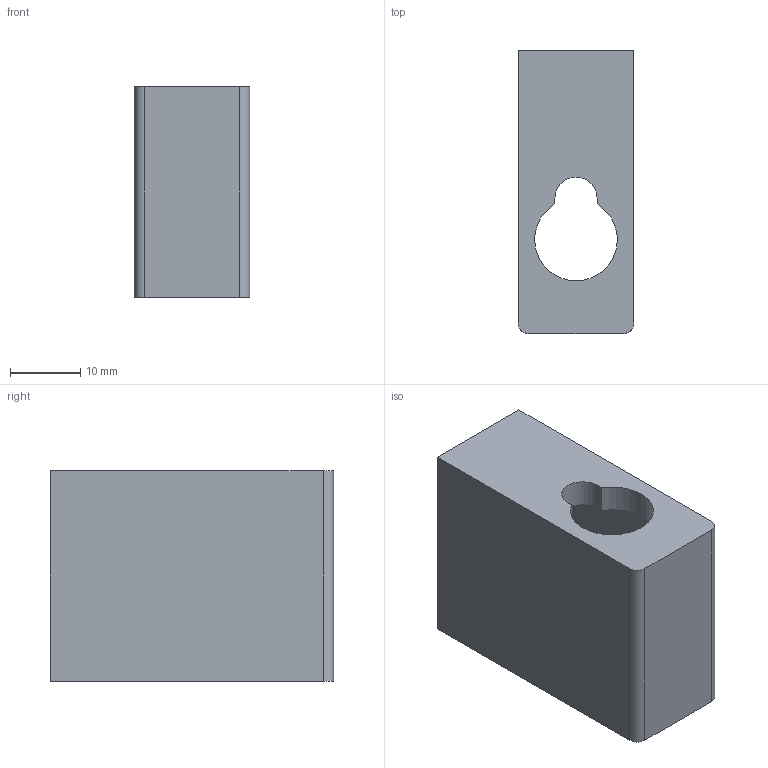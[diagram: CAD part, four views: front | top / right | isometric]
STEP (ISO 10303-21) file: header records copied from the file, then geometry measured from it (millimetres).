
FILE_DESCRIPTION(('FreeCAD Model'),'2;1');
FILE_NAME('Caja servo SG90.step','2020-04-25T14:26:52',('Author'),(''), 'Open CASCADE STEP processor 7.3','FreeCAD','Unknown');
FILE_SCHEMA(('AUTOMOTIVE_DESIGN { 1 0 10303 214 1 1 1 1 }'));
Length unit declared in the file: millimetre
Products named in the file (1): Caja
Bounding box: 16.5 x 40.4 x 30 mm (x, y, z)
Volume: 8274.5 mm3; surface area: 7073.1 mm2
Topology: 1 solids, 1 shells, 29 faces, 76 edges, 50 vertices
Faces by surface type: plane 23, cylinder 6
Full cylindrical faces by diameter (mm): 1.5 x2
Entity records: 2048 total; most frequent: CARTESIAN_POINT 349, DIRECTION 267, LINE 172, VECTOR 172, ORIENTED_EDGE 148, PCURVE 148, DEFINITIONAL_REPRESENTATION 148, EDGE_CURVE 74
